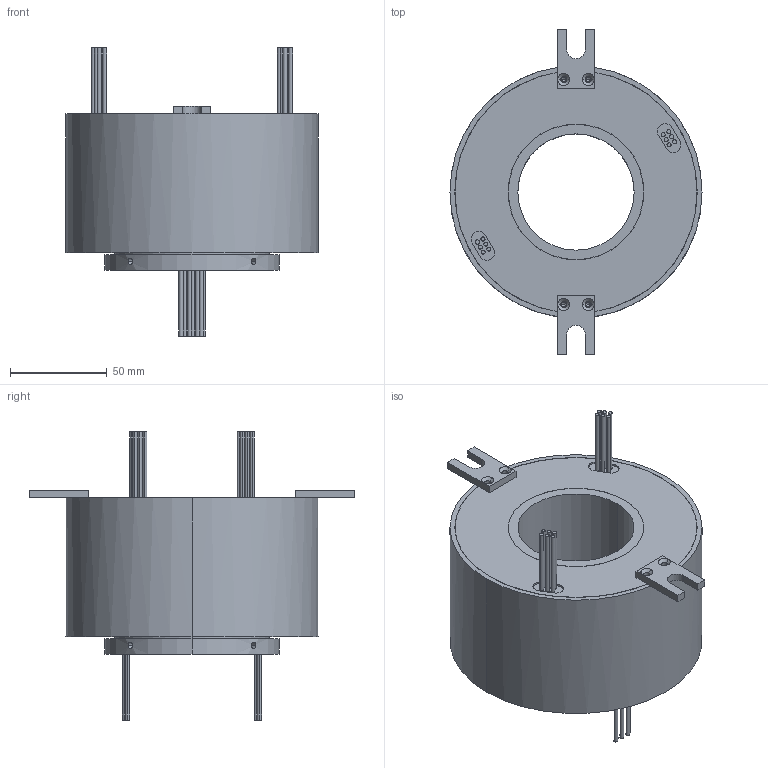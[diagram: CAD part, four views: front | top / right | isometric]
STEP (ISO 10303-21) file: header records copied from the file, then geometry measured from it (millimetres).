
FILE_DESCRIPTION (( 'STEP AP203' ), '1' );
FILE_NAME ('RT60130-P1210.STEP', '2020-07-17T06:12:59', ( 'gongcheng1' ), ( '' ), 'SwSTEP 2.0', 'SolidWorks 2014', '' );
FILE_SCHEMA (( 'CONFIG_CONTROL_DESIGN' ));
Length unit declared in the file: millimetre
Products named in the file (1): RT60130-P1210
Bounding box: 130 x 168 x 148.6 mm (x, y, z)
Volume: 783236.5 mm3; surface area: 89411.9 mm2
Topology: 2 solids, 2 shells, 204 faces, 470 edges, 300 vertices
Faces by surface type: cylinder 116, plane 72, cone 16
Entity records: 6665 total; most frequent: CARTESIAN_POINT 1799, DIRECTION 1060, ORIENTED_EDGE 924, EDGE_CURVE 462, AXIS2_PLACEMENT_3D 425, VERTEX_POINT 300, EDGE_LOOP 266, CIRCLE 220
